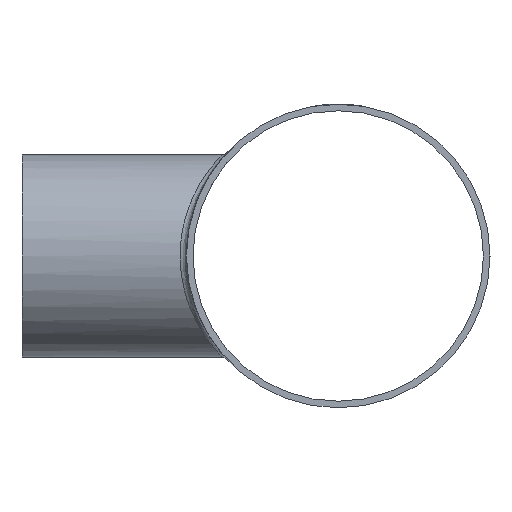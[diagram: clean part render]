
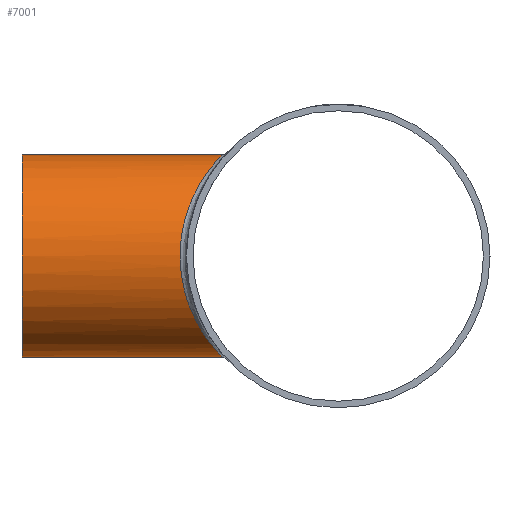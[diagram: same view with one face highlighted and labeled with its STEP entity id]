
A CAD part, left-side view. The second image highlights one B-rep face of the part: STEP entity #7001.
In plain terms, the highlighted cylindrical face has radius 25.4 mm (diameter 50.8 mm), a full revolution.
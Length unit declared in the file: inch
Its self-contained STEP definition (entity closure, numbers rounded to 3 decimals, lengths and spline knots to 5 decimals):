
#135=FACE_BOUND('',#1283,.T.);
#867=FACE_OUTER_BOUND('',#1282,.T.);
#1282=EDGE_LOOP('',(#6544));
#1283=EDGE_LOOP('',(#6545));
#1641=B_SPLINE_CURVE_WITH_KNOTS('',3,(#15356,#15357,#15358,#15359,#15360,
#15361,#15362,#15363,#15364,#15365,#15366,#15367,#15368,#15369,#15370,#15371,
#15372,#15373,#15374,#15375,#15376,#15377,#15378,#15379,#15380),
 .UNSPECIFIED.,.T.,.F.,(4,1,1,1,1,1,1,1,1,1,1,1,1,1,1,1,1,1,1,1,1,1,4),
(0.,0.56948,1.13896,2.27791,2.84739,
3.41687,3.98635,4.55583,5.31513,6.07444,
6.83374,7.59305,8.35235,9.11165,9.87096,
10.63026,11.38957,12.14887,12.90818,13.66748,
14.80644,15.37592,15.9454),.UNSPECIFIED.);
#2746=CIRCLE('',#7405,1.);
#3439=VERTEX_POINT('',#15354);
#3440=VERTEX_POINT('',#15382);
#4478=EDGE_CURVE('',#3439,#3439,#1641,.T.);
#4479=EDGE_CURVE('',#3440,#3440,#2746,.T.);
#6544=ORIENTED_EDGE('',*,*,#4479,.T.);
#6545=ORIENTED_EDGE('',*,*,#4478,.F.);
#6595=CYLINDRICAL_SURFACE('',#7404,1.);
#7001=ADVANCED_FACE('',(#867,#135),#6595,.T.);
#7404=AXIS2_PLACEMENT_3D('',#15381,#8702,#8703);
#7405=AXIS2_PLACEMENT_3D('',#15383,#8704,#8705);
#8702=DIRECTION('center_axis',(0.,-1.,0.));
#8703=DIRECTION('ref_axis',(1.,0.,0.));
#8704=DIRECTION('center_axis',(0.,-1.,0.));
#8705=DIRECTION('ref_axis',(1.,0.,0.));
#15354=CARTESIAN_POINT('',(0.,1.14564,1.));
#15356=CARTESIAN_POINT('Ctrl Pts',(0.,1.14562,
1.00001));
#15357=CARTESIAN_POINT('Ctrl Pts',(-0.07756,1.14562,
1.00001));
#15358=CARTESIAN_POINT('Ctrl Pts',(-0.23268,1.16412,
0.98164));
#15359=CARTESIAN_POINT('Ctrl Pts',(-0.51473,1.25764,0.87912));
#15360=CARTESIAN_POINT('Ctrl Pts',(-0.74301,1.38812,
0.69645));
#15361=CARTESIAN_POINT('Ctrl Pts',(-0.90353,1.49386,
0.44789));
#15362=CARTESIAN_POINT('Ctrl Pts',(-0.9817,1.54924,
0.23271));
#15363=CARTESIAN_POINT('Ctrl Pts',(-1.00917,1.56915,0.00005));
#15364=CARTESIAN_POINT('Ctrl Pts',(-0.97865,1.54699,
-0.25876));
#15365=CARTESIAN_POINT('Ctrl Pts',(-0.87271,1.47221,
-0.5176));
#15366=CARTESIAN_POINT('Ctrl Pts',(-0.68752,1.35433,
-0.74502));
#15367=CARTESIAN_POINT('Ctrl Pts',(-0.4481,1.23195,
-0.90987));
#15368=CARTESIAN_POINT('Ctrl Pts',(-0.1589,1.14219,
-1.00377));
#15369=CARTESIAN_POINT('Ctrl Pts',(0.15892,1.14219,-1.00377));
#15370=CARTESIAN_POINT('Ctrl Pts',(0.44812,1.23194,-0.90986));
#15371=CARTESIAN_POINT('Ctrl Pts',(0.68754,1.35435,-0.74502));
#15372=CARTESIAN_POINT('Ctrl Pts',(0.87268,1.47219,-0.51756));
#15373=CARTESIAN_POINT('Ctrl Pts',(0.98839,1.55385,-0.23524));
#15374=CARTESIAN_POINT('Ctrl Pts',(1.01333,1.57232,0.07947));
#15375=CARTESIAN_POINT('Ctrl Pts',(0.94055,1.51929,0.3825));
#15376=CARTESIAN_POINT('Ctrl Pts',(0.762,1.39889,0.68136));
#15377=CARTESIAN_POINT('Ctrl Pts',(0.51474,1.25769,0.87907));
#15378=CARTESIAN_POINT('Ctrl Pts',(0.23268,1.16411,0.98165));
#15379=CARTESIAN_POINT('Ctrl Pts',(0.07756,1.14562,
1.00001));
#15380=CARTESIAN_POINT('Ctrl Pts',(0.,1.14562,
1.00001));
#15381=CARTESIAN_POINT('Origin',(0.,3.125,0.));
#15382=CARTESIAN_POINT('',(-1.,3.125,0.));
#15383=CARTESIAN_POINT('Origin',(0.,3.125,0.));
